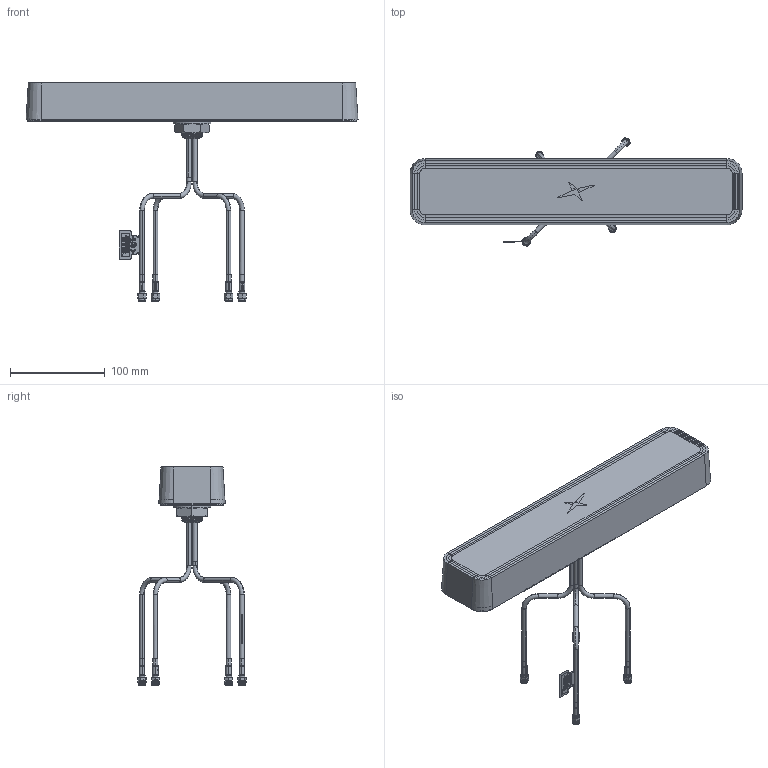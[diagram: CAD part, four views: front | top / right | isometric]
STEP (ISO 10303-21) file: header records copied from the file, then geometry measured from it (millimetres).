
FILE_DESCRIPTION (( 'STEP AP214' ), '1' );
FILE_NAME ('MA890.A.BIVW.001_Web.STEP', '2025-02-20T09:10:07', ( '' ), ( '' ), 'SwSTEP 2.0', 'SolidWorks 2022', '' );
FILE_SCHEMA (( 'AUTOMOTIVE_DESIGN' ));
Length unit declared in the file: millimetre
Products named in the file (1): MA890.A.BIVW.001_Web
Bounding box: 350 x 114.34 x 229.91 mm (x, y, z)
Surface area: 125655.6 mm2 (no closed solid volume)
Topology: 0 solids, 146 shells, 590 faces, 5270 edges, 4820 vertices
Faces by surface type: plane 239, cylinder 217, torus 60, cone 53, bspline 21
Entity records: 77420 total; most frequent: CARTESIAN_POINT 37332, ORIENTED_EDGE 6150, DIRECTION 5283, EDGE_CURVE 5270, VERTEX_POINT 4820, LINE 3037, VECTOR 3037, B_SPLINE_CURVE_WITH_KNOTS 1464
